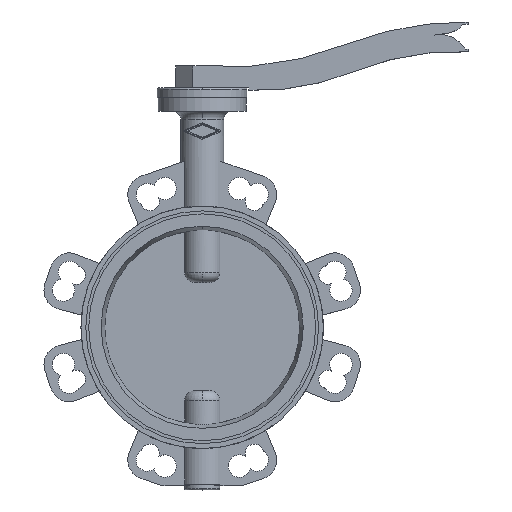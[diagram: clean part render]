
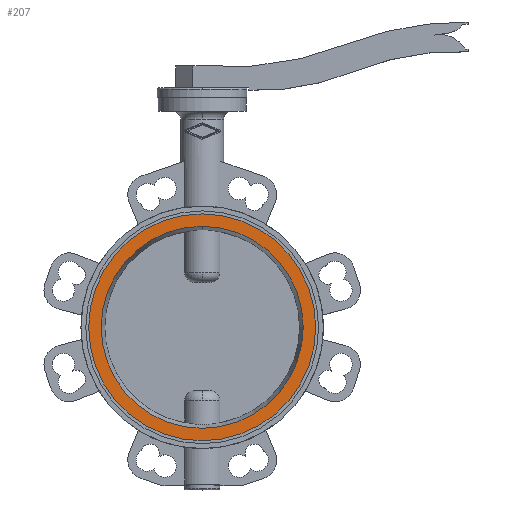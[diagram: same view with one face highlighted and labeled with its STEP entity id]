
A CAD part, top view. The second image highlights one B-rep face of the part: STEP entity #207.
In plain terms, the highlighted planar face has unit normal (0, 0, 1).
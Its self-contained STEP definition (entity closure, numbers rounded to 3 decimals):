
#207 = ADVANCED_FACE( '', ( #528, #529 ), #530, .T. );
#528 = FACE_BOUND( '', #1021, .T. );
#529 = FACE_OUTER_BOUND( '', #1022, .T. );
#530 = PLANE( '', #1023 );
#1021 = EDGE_LOOP( '', ( #2025, #2026 ) );
#1022 = EDGE_LOOP( '', ( #2027, #2028 ) );
#1023 = AXIS2_PLACEMENT_3D( '', #2029, #2030, #2031 );
#2025 = ORIENTED_EDGE( '', *, *, #3579, .F. );
#2026 = ORIENTED_EDGE( '', *, *, #3436, .F. );
#2027 = ORIENTED_EDGE( '', *, *, #3578, .T. );
#2028 = ORIENTED_EDGE( '', *, *, #3438, .T. );
#2029 = CARTESIAN_POINT( '', ( 0., 110.107, -1. ) );
#2030 = DIRECTION( '', ( 0., 0., 1. ) );
#2031 = DIRECTION( '', ( 0., 1., 0. ) );
#3436 = EDGE_CURVE( '', #4232, #4224, #4234, .T. );
#3438 = EDGE_CURVE( '', #4238, #4235, #4239, .T. );
#3578 = EDGE_CURVE( '', #4235, #4238, #4475, .T. );
#3579 = EDGE_CURVE( '', #4224, #4232, #4476, .T. );
#4224 = VERTEX_POINT( '', #5453 );
#4232 = VERTEX_POINT( '', #5496 );
#4234 = CIRCLE( '', #5499, 103.714 );
#4235 = VERTEX_POINT( '', #5500 );
#4238 = VERTEX_POINT( '', #5504 );
#4239 = CIRCLE( '', #5505, 116.5 );
#4475 = CIRCLE( '', #6416, 116.5 );
#4476 = CIRCLE( '', #6417, 103.714 );
#5453 = CARTESIAN_POINT( '', ( 0., 103.714, -1. ) );
#5496 = CARTESIAN_POINT( '', ( 0., -103.714, -1. ) );
#5499 = AXIS2_PLACEMENT_3D( '', #7434, #7435, #7436 );
#5500 = CARTESIAN_POINT( '', ( 0., 116.5, -1. ) );
#5504 = CARTESIAN_POINT( '', ( 0., -116.5, -1. ) );
#5505 = AXIS2_PLACEMENT_3D( '', #7438, #7439, #7440 );
#6416 = AXIS2_PLACEMENT_3D( '', #7646, #7647, #7648 );
#6417 = AXIS2_PLACEMENT_3D( '', #7649, #7650, #7651 );
#7434 = CARTESIAN_POINT( '', ( 0., 0., -1. ) );
#7435 = DIRECTION( '', ( 0., 0., 1. ) );
#7436 = DIRECTION( '', ( 0., 1., 0. ) );
#7438 = CARTESIAN_POINT( '', ( 0., 0., -1. ) );
#7439 = DIRECTION( '', ( 0., 0., 1. ) );
#7440 = DIRECTION( '', ( 0., 1., 0. ) );
#7646 = CARTESIAN_POINT( '', ( 0., 0., -1. ) );
#7647 = DIRECTION( '', ( 0., 0., 1. ) );
#7648 = DIRECTION( '', ( 0., 1., 0. ) );
#7649 = CARTESIAN_POINT( '', ( 0., 0., -1. ) );
#7650 = DIRECTION( '', ( 0., 0., 1. ) );
#7651 = DIRECTION( '', ( 0., 1., 0. ) );
